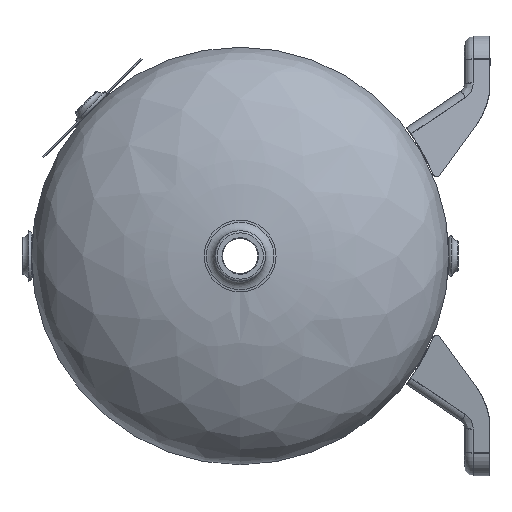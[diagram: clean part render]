
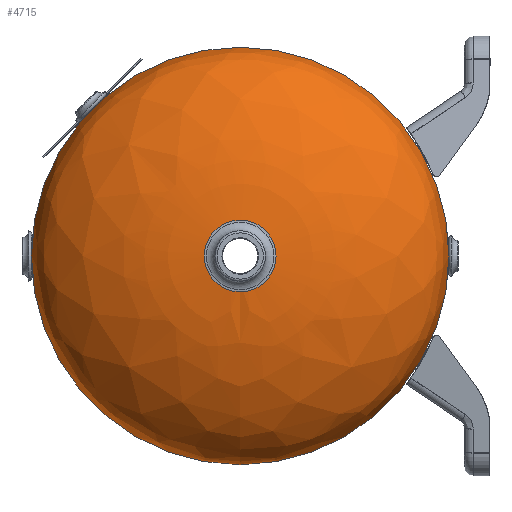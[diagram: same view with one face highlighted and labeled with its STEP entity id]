
A CAD part, left-side view. The second image highlights one B-rep face of the part: STEP entity #4715.
In plain terms, the highlighted free-form (B-spline) face has degree [2, 2] with [3, 9] control points.
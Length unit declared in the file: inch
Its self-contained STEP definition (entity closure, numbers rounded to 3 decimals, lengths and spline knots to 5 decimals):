
#123=ELLIPSE('',#5140,6.,3.05);
#147=(
BOUNDED_SURFACE()
B_SPLINE_SURFACE(2,2,((#7397,#7398,#7399,#7400,#7401,#7402,#7403,#7404,
#7405),(#7406,#7407,#7408,#7409,#7410,#7411,#7412,#7413,#7414),(#7415,#7416,
#7417,#7418,#7419,#7420,#7421,#7422,#7423)),.UNSPECIFIED.,.F.,.T.,.F.)
B_SPLINE_SURFACE_WITH_KNOTS((3,3),(3,2,2,2,3),(0.,1.5708),
(0.,1.5708,3.14159,4.71239,6.28319),
 .UNSPECIFIED.)
GEOMETRIC_REPRESENTATION_ITEM()
RATIONAL_B_SPLINE_SURFACE(((1.,0.707,1.,0.707,1.,
0.707,1.,0.707,1.),(0.707,0.5,0.707,
0.5,0.707,0.5,0.707,0.5,0.707),(1.,
0.707,1.,0.707,1.,0.707,1.,0.707,
1.)))
REPRESENTATION_ITEM('')
SURFACE()
);
#242=CIRCLE('',#5116,0.71875);
#253=CIRCLE('',#5135,6.);
#1522=FACE_OUTER_BOUND('',#1845,.T.);
#1845=EDGE_LOOP('',(#3437,#3438,#3439,#3440));
#2272=VERTEX_POINT('',#7359);
#2283=VERTEX_POINT('',#7389);
#2729=EDGE_CURVE('',#2272,#2272,#242,.T.);
#2740=EDGE_CURVE('',#2283,#2283,#253,.T.);
#2743=EDGE_CURVE('',#2272,#2283,#123,.T.);
#3437=ORIENTED_EDGE('',*,*,#2729,.T.);
#3438=ORIENTED_EDGE('',*,*,#2743,.T.);
#3439=ORIENTED_EDGE('',*,*,#2740,.F.);
#3440=ORIENTED_EDGE('',*,*,#2743,.F.);
#4715=ADVANCED_FACE('',(#1522),#147,.T.);
#5116=AXIS2_PLACEMENT_3D('',#7360,#5564,#5565);
#5135=AXIS2_PLACEMENT_3D('',#7390,#5602,#5603);
#5140=AXIS2_PLACEMENT_3D('',#7424,#5612,#5613);
#5564=DIRECTION('center_axis',(0.,-1.,0.));
#5565=DIRECTION('ref_axis',(0.809,0.,-0.588));
#5602=DIRECTION('center_axis',(0.,-1.,0.));
#5603=DIRECTION('ref_axis',(1.,0.,0.));
#5612=DIRECTION('center_axis',(0.,0.,
-1.));
#5613=DIRECTION('ref_axis',(1.,0.,0.));
#7359=CARTESIAN_POINT('',(0.71875,3.02804,0.));
#7360=CARTESIAN_POINT('Origin',(0.,3.02804,0.));
#7389=CARTESIAN_POINT('',(6.,0.,0.));
#7390=CARTESIAN_POINT('Origin',(0.,0.,0.));
#7397=CARTESIAN_POINT('Ctrl Pts',(6.,0.,0.));
#7398=CARTESIAN_POINT('Ctrl Pts',(6.,0.,6.));
#7399=CARTESIAN_POINT('Ctrl Pts',(0.,0.,
6.));
#7400=CARTESIAN_POINT('Ctrl Pts',(-6.,0.,
6.));
#7401=CARTESIAN_POINT('Ctrl Pts',(-6.,0.,0.));
#7402=CARTESIAN_POINT('Ctrl Pts',(-6.,0.,-6.));
#7403=CARTESIAN_POINT('Ctrl Pts',(0.,0.,
-6.));
#7404=CARTESIAN_POINT('Ctrl Pts',(6.,0.,
-6.));
#7405=CARTESIAN_POINT('Ctrl Pts',(6.,0.,0.));
#7406=CARTESIAN_POINT('Ctrl Pts',(6.,3.05,0.));
#7407=CARTESIAN_POINT('Ctrl Pts',(6.,3.05,6.));
#7408=CARTESIAN_POINT('Ctrl Pts',(0.,3.05,6.));
#7409=CARTESIAN_POINT('Ctrl Pts',(-6.,3.05,6.));
#7410=CARTESIAN_POINT('Ctrl Pts',(-6.,3.05,0.));
#7411=CARTESIAN_POINT('Ctrl Pts',(-6.,3.05,-6.));
#7412=CARTESIAN_POINT('Ctrl Pts',(0.,3.05,-6.));
#7413=CARTESIAN_POINT('Ctrl Pts',(6.,3.05,-6.));
#7414=CARTESIAN_POINT('Ctrl Pts',(6.,3.05,0.));
#7415=CARTESIAN_POINT('Ctrl Pts',(0.,3.05,0.));
#7416=CARTESIAN_POINT('Ctrl Pts',(0.,3.05,0.));
#7417=CARTESIAN_POINT('Ctrl Pts',(0.,3.05,0.));
#7418=CARTESIAN_POINT('Ctrl Pts',(0.,3.05,0.));
#7419=CARTESIAN_POINT('Ctrl Pts',(0.,3.05,0.));
#7420=CARTESIAN_POINT('Ctrl Pts',(0.,3.05,0.));
#7421=CARTESIAN_POINT('Ctrl Pts',(0.,3.05,0.));
#7422=CARTESIAN_POINT('Ctrl Pts',(0.,3.05,0.));
#7423=CARTESIAN_POINT('Ctrl Pts',(0.,3.05,0.));
#7424=CARTESIAN_POINT('Origin',(0.,0.,0.));
